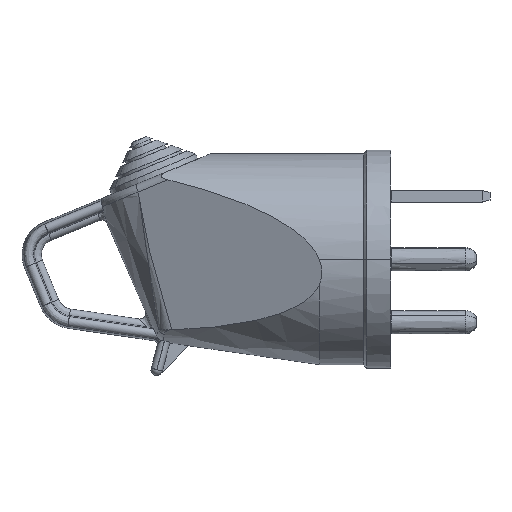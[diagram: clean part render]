
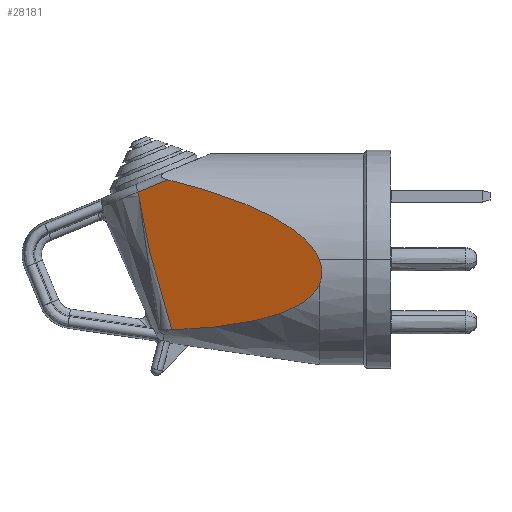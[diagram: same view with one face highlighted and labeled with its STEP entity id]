
A CAD part, left-side view. The second image highlights one B-rep face of the part: STEP entity #28181.
In plain terms, the highlighted planar face has unit normal (-0.95, 0.289, -0.119).
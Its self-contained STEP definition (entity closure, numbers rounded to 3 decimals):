
#28138=AXIS2_PLACEMENT_3D('Plane Axis2P3D',#28135,#28136,#28137) ;
#25731=CARTESIAN_POINT('Vertex',(-26.363,18.5,-6.696)) ;
#25735=CARTESIAN_POINT('Control Point',(-26.363,18.5,-6.696)) ;
#25736=CARTESIAN_POINT('Control Point',(-26.179,18.825,-7.372)) ;
#25737=CARTESIAN_POINT('Control Point',(-25.978,19.227,-8.002)) ;
#25738=CARTESIAN_POINT('Control Point',(-25.765,19.688,-8.584)) ;
#25739=CARTESIAN_POINT('Control Point',(-24.988,21.461,-10.477)) ;
#25740=CARTESIAN_POINT('Control Point',(-24.143,23.655,-11.883)) ;
#25741=CARTESIAN_POINT('Control Point',(-23.538,25.296,-12.724)) ;
#25742=CARTESIAN_POINT('Control Point',(-21.833,30.062,-14.737)) ;
#25743=CARTESIAN_POINT('Control Point',(-20.129,35.14,-15.99)) ;
#25744=CARTESIAN_POINT('Control Point',(-19.061,38.387,-16.612)) ;
#25745=CARTESIAN_POINT('Control Point',(-17.256,43.979,-17.421)) ;
#25746=CARTESIAN_POINT('Control Point',(-15.472,49.636,-17.895)) ;
#25747=CARTESIAN_POINT('Control Point',(-14.755,51.929,-18.041)) ;
#25748=CARTESIAN_POINT('Control Point',(-14.041,54.227,-18.144)) ;
#25749=CARTESIAN_POINT('Control Point',(-13.331,56.529,-18.211)) ;
#25750=CARTESIAN_POINT('Vertex',(-13.331,56.529,-18.211)) ;
#26933=CARTESIAN_POINT('Control Point',(-15.031,65.016,16.083)) ;
#26934=CARTESIAN_POINT('Control Point',(-15.012,64.969,15.809)) ;
#26935=CARTESIAN_POINT('Control Point',(-14.992,64.922,15.535)) ;
#26936=CARTESIAN_POINT('Control Point',(-14.972,64.875,15.267)) ;
#26937=CARTESIAN_POINT('Control Point',(-14.933,64.781,14.721)) ;
#26938=CARTESIAN_POINT('Control Point',(-14.893,64.686,14.176)) ;
#26939=CARTESIAN_POINT('Control Point',(-14.874,64.639,13.903)) ;
#26940=CARTESIAN_POINT('Control Point',(-14.813,64.492,13.06)) ;
#26941=CARTESIAN_POINT('Control Point',(-14.753,64.343,12.218)) ;
#26942=CARTESIAN_POINT('Control Point',(-14.713,64.242,11.649)) ;
#26943=CARTESIAN_POINT('Control Point',(-14.634,64.036,10.511)) ;
#26944=CARTESIAN_POINT('Control Point',(-14.556,63.824,9.375)) ;
#26945=CARTESIAN_POINT('Control Point',(-14.518,63.716,8.808)) ;
#26946=CARTESIAN_POINT('Control Point',(-14.448,63.506,7.731)) ;
#26947=CARTESIAN_POINT('Control Point',(-14.38,63.287,6.657)) ;
#26948=CARTESIAN_POINT('Control Point',(-14.348,63.182,6.147)) ;
#26949=CARTESIAN_POINT('Control Point',(-14.287,62.965,5.13)) ;
#26950=CARTESIAN_POINT('Control Point',(-14.229,62.739,4.115)) ;
#26951=CARTESIAN_POINT('Control Point',(-14.201,62.623,3.609)) ;
#26952=CARTESIAN_POINT('Control Point',(-14.138,62.347,2.428)) ;
#26953=CARTESIAN_POINT('Control Point',(-14.08,62.056,1.255)) ;
#26954=CARTESIAN_POINT('Control Point',(-14.048,61.886,0.586)) ;
#26955=CARTESIAN_POINT('Control Point',(-13.977,61.471,-0.996)) ;
#26956=CARTESIAN_POINT('Control Point',(-13.914,61.035,-2.561)) ;
#26957=CARTESIAN_POINT('Control Point',(-13.88,60.776,-3.462)) ;
#26958=CARTESIAN_POINT('Control Point',(-13.832,60.38,-4.81)) ;
#26959=CARTESIAN_POINT('Control Point',(-13.787,59.979,-6.15)) ;
#26960=CARTESIAN_POINT('Control Point',(-13.772,59.843,-6.601)) ;
#26961=CARTESIAN_POINT('Control Point',(-13.743,59.571,-7.501)) ;
#26962=CARTESIAN_POINT('Control Point',(-13.713,59.299,-8.402)) ;
#26963=CARTESIAN_POINT('Control Point',(-13.698,59.164,-8.853)) ;
#26964=CARTESIAN_POINT('Control Point',(-13.637,58.622,-10.657)) ;
#26965=CARTESIAN_POINT('Control Point',(-13.573,58.094,-12.46)) ;
#26966=CARTESIAN_POINT('Control Point',(-13.521,57.712,-13.812)) ;
#26967=CARTESIAN_POINT('Control Point',(-13.453,57.284,-15.393)) ;
#26968=CARTESIAN_POINT('Control Point',(-13.385,56.863,-16.97)) ;
#26969=CARTESIAN_POINT('Control Point',(-13.375,56.802,-17.196)) ;
#26970=CARTESIAN_POINT('Control Point',(-13.36,56.711,-17.534)) ;
#26971=CARTESIAN_POINT('Control Point',(-13.346,56.621,-17.873)) ;
#26972=CARTESIAN_POINT('Control Point',(-13.341,56.59,-17.985)) ;
#26973=CARTESIAN_POINT('Control Point',(-13.336,56.56,-18.098)) ;
#26974=CARTESIAN_POINT('Control Point',(-13.331,56.529,-18.211)) ;
#26975=CARTESIAN_POINT('Vertex',(-15.031,65.016,16.083)) ;
#27911=CARTESIAN_POINT('Vertex',(-27.2,18.5,0.)) ;
#27915=CARTESIAN_POINT('Control Point',(-27.2,18.5,0.)) ;
#27916=CARTESIAN_POINT('Control Point',(-27.2,17.972,-1.286)) ;
#27917=CARTESIAN_POINT('Control Point',(-27.126,17.653,-2.659)) ;
#27918=CARTESIAN_POINT('Control Point',(-26.945,17.653,-4.101)) ;
#27919=CARTESIAN_POINT('Control Point',(-26.68,17.972,-5.449)) ;
#27920=CARTESIAN_POINT('Control Point',(-26.363,18.5,-6.696)) ;
#28098=CARTESIAN_POINT('Control Point',(-15.123,65.235,17.352)) ;
#28099=CARTESIAN_POINT('Control Point',(-15.093,65.162,16.928)) ;
#28100=CARTESIAN_POINT('Control Point',(-15.062,65.089,16.505)) ;
#28101=CARTESIAN_POINT('Control Point',(-15.031,65.016,16.082)) ;
#28102=CARTESIAN_POINT('Vertex',(-15.123,65.235,17.352)) ;
#28135=CARTESIAN_POINT('Axis2P3D Location',(-27.2,18.5,0.)) ;
#28141=CARTESIAN_POINT('Control Point',(-27.2,18.5,0.)) ;
#28142=CARTESIAN_POINT('Control Point',(-27.2,18.945,1.085)) ;
#28143=CARTESIAN_POINT('Control Point',(-27.146,19.542,2.108)) ;
#28144=CARTESIAN_POINT('Control Point',(-27.05,20.247,3.06)) ;
#28145=CARTESIAN_POINT('Control Point',(-26.794,21.835,4.881)) ;
#28146=CARTESIAN_POINT('Control Point',(-26.44,23.645,6.463)) ;
#28147=CARTESIAN_POINT('Control Point',(-26.239,24.616,7.226)) ;
#28148=CARTESIAN_POINT('Control Point',(-25.833,26.503,8.581)) ;
#28149=CARTESIAN_POINT('Control Point',(-25.385,28.472,9.797)) ;
#28150=CARTESIAN_POINT('Control Point',(-25.167,29.41,10.341)) ;
#28151=CARTESIAN_POINT('Control Point',(-24.663,31.546,11.514)) ;
#28152=CARTESIAN_POINT('Control Point',(-24.13,33.731,12.579)) ;
#28153=CARTESIAN_POINT('Control Point',(-23.827,34.957,13.142)) ;
#28154=CARTESIAN_POINT('Control Point',(-23.135,37.72,14.345)) ;
#28155=CARTESIAN_POINT('Control Point',(-22.416,40.525,15.432)) ;
#28156=CARTESIAN_POINT('Control Point',(-22.011,42.085,16.002)) ;
#28157=CARTESIAN_POINT('Control Point',(-21.102,45.562,17.203)) ;
#28158=CARTESIAN_POINT('Control Point',(-20.166,49.073,18.278)) ;
#28159=CARTESIAN_POINT('Control Point',(-19.646,51.008,18.834)) ;
#28160=CARTESIAN_POINT('Control Point',(-18.977,53.474,19.502)) ;
#28161=CARTESIAN_POINT('Control Point',(-18.3,55.951,20.125)) ;
#28162=CARTESIAN_POINT('Control Point',(-18.156,56.478,20.255)) ;
#28163=CARTESIAN_POINT('Control Point',(-18.011,57.006,20.384)) ;
#28164=CARTESIAN_POINT('Control Point',(-17.866,57.534,20.51)) ;
#28165=CARTESIAN_POINT('Vertex',(-17.866,57.534,20.51)) ;
#28168=CARTESIAN_POINT('Line Origine',(-16.495,61.384,18.931)) ;
#28136=DIRECTION('Axis2P3D Direction',(-0.95,0.29,-0.119)) ;
#28137=DIRECTION('Axis2P3D XDirection',(-0.313,-0.879,0.36)) ;
#28169=DIRECTION('Vector Direction',(0.313,0.879,-0.36)) ;
#28170=VECTOR('Line Direction',#28169,1.) ;
#28174=ORIENTED_EDGE('',*,*,#26977,.F.) ;
#28175=ORIENTED_EDGE('',*,*,#25752,.F.) ;
#28176=ORIENTED_EDGE('',*,*,#27921,.F.) ;
#28177=ORIENTED_EDGE('',*,*,#28167,.T.) ;
#28178=ORIENTED_EDGE('',*,*,#28172,.F.) ;
#28179=ORIENTED_EDGE('',*,*,#28104,.F.) ;
#28181=ADVANCED_FACE('Part1.1\\Corps principal',(#28180),#28139,.T.) ;
#25734=B_SPLINE_CURVE_WITH_KNOTS('',5,(#25735,#25736,#25737,#25738,#25739,#25740,#25741,#25742,#25743,#25744,#25745,#25746,#25747,#25748,#25749),.UNSPECIFIED.,.F.,.U.,(6,3,3,3,6),(0.,5.613,19.814,45.27,62.503),.UNSPECIFIED.) ;
#26932=B_SPLINE_CURVE_WITH_KNOTS('',5,(#26933,#26934,#26935,#26936,#26937,#26938,#26939,#26940,#26941,#26942,#26943,#26944,#26945,#26946,#26947,#26948,#26949,#26950,#26951,#26952,#26953,#26954,#26955,#26956,#26957,#26958,#26959,#26960,#26961,#26962,#26963,#26964,#26965,#26966,#26967,#26968,#26969,#26970,#26971,#26972,#26973,#26974),.UNSPECIFIED.,.F.,.U.,(6,3,3,3,3,3,3,3,3,3,3,3,3,6),(0.,2.346,4.683,9.582,14.482,18.911,23.34,29.256,37.411,41.549,45.688,58.122,60.201,61.24),.UNSPECIFIED.) ;
#27914=B_SPLINE_CURVE_WITH_KNOTS('',5,(#27915,#27916,#27917,#27918,#27919,#27920),.UNSPECIFIED.,.F.,.U.,(6,6),(0.,9.832),.UNSPECIFIED.) ;
#28097=B_SPLINE_CURVE_WITH_KNOTS('',3,(#28098,#28099,#28100,#28101),.UNSPECIFIED.,.F.,.U.,(4,4),(2.766,4.509),.UNSPECIFIED.) ;
#28140=B_SPLINE_CURVE_WITH_KNOTS('',5,(#28141,#28142,#28143,#28144,#28145,#28146,#28147,#28148,#28149,#28150,#28151,#28152,#28153,#28154,#28155,#28156,#28157,#28158,#28159,#28160,#28161,#28162,#28163,#28164),.UNSPECIFIED.,.F.,.U.,(6,3,3,3,3,3,3,6),(0.,8.294,17.138,24.955,34.731,46.817,61.521,65.496),.UNSPECIFIED.) ;
#25752=EDGE_CURVE('',#25732,#25751,#25734,.T.) ;
#26977=EDGE_CURVE('',#25751,#26976,#26932,.F.) ;
#27921=EDGE_CURVE('',#27912,#25732,#27914,.T.) ;
#28104=EDGE_CURVE('',#26976,#28103,#28097,.F.) ;
#28167=EDGE_CURVE('',#27912,#28166,#28140,.T.) ;
#28172=EDGE_CURVE('',#28103,#28166,#28171,.F.) ;
#28173=EDGE_LOOP('',(#28174,#28175,#28176,#28177,#28178,#28179)) ;
#28180=FACE_OUTER_BOUND('',#28173,.T.) ;
#28171=LINE('Line',#28168,#28170) ;
#28139=PLANE('',#28138) ;
#25732=VERTEX_POINT('',#25731) ;
#25751=VERTEX_POINT('',#25750) ;
#26976=VERTEX_POINT('',#26975) ;
#27912=VERTEX_POINT('',#27911) ;
#28103=VERTEX_POINT('',#28102) ;
#28166=VERTEX_POINT('',#28165) ;
